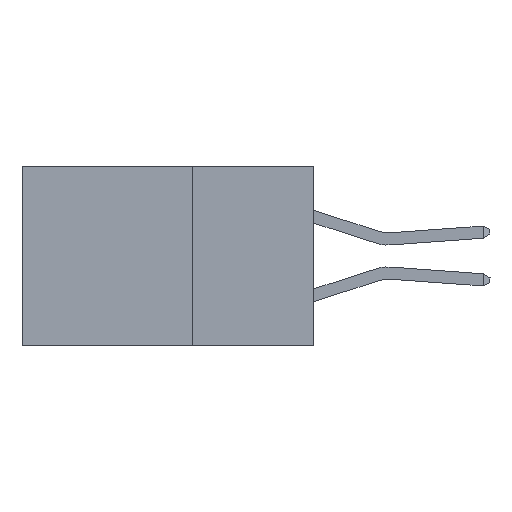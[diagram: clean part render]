
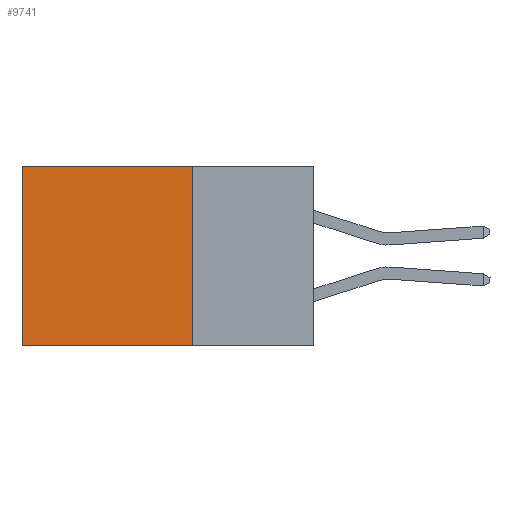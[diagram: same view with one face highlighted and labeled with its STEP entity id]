
A CAD part, left-side view. The second image highlights one B-rep face of the part: STEP entity #9741.
In plain terms, the highlighted planar face has unit normal (-1, 0, 0).
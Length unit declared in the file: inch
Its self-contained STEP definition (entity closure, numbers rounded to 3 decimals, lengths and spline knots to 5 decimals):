
#160 = EDGE_CURVE ( 'NONE', #10484, #6498, #5379, .T. ) ;
#302 = EDGE_CURVE ( 'NONE', #10484, #4465, #8742, .T. ) ;
#374 = ORIENTED_EDGE ( 'NONE', *, *, #302, .T. ) ;
#486 = DIRECTION ( 'NONE',  ( 0., 1., 0. ) ) ;
#808 = VECTOR ( 'NONE', #4134, 39.37008 ) ;
#1169 = CARTESIAN_POINT ( 'NONE',  ( 0.2875, 0.25, -0.37 ) ) ;
#1602 = CARTESIAN_POINT ( 'NONE',  ( 0.2875, 0.25, 0. ) ) ;
#3437 = EDGE_CURVE ( 'NONE', #6498, #5077, #9043, .T. ) ;
#3955 = EDGE_CURVE ( 'NONE', #4465, #5077, #5222, .T. ) ;
#4065 = CARTESIAN_POINT ( 'NONE',  ( 0.2875, 0.25, -0.37 ) ) ;
#4134 = DIRECTION ( 'NONE',  ( 0., 1., 0. ) ) ;
#4226 = CARTESIAN_POINT ( 'NONE',  ( 0.2875, 0.25, 0. ) ) ;
#4465 = VERTEX_POINT ( 'NONE', #7155 ) ;
#4903 = CARTESIAN_POINT ( 'NONE',  ( 0.2875, 0.6, 0. ) ) ;
#5077 = VERTEX_POINT ( 'NONE', #11733 ) ;
#5222 = LINE ( 'NONE', #4903, #8441 ) ;
#5373 = PLANE ( 'NONE',  #10927 ) ;
#5379 = LINE ( 'NONE', #4226, #10946 ) ;
#5695 = CARTESIAN_POINT ( 'NONE',  ( 0.2875, 0.25, 0. ) ) ;
#5986 = VECTOR ( 'NONE', #486, 39.37008 ) ;
#6498 = VERTEX_POINT ( 'NONE', #4065 ) ;
#6674 = EDGE_LOOP ( 'NONE', ( #12023, #9663, #9153, #374 ) ) ;
#7155 = CARTESIAN_POINT ( 'NONE',  ( 0.2875, 0.6, 0. ) ) ;
#7220 = DIRECTION ( 'NONE',  ( 0., 0., -1. ) ) ;
#7550 = FACE_OUTER_BOUND ( 'NONE', #6674, .T. ) ;
#7738 = DIRECTION ( 'NONE',  ( 0., 0., -1. ) ) ;
#8441 = VECTOR ( 'NONE', #7738, 39.37008 ) ;
#8742 = LINE ( 'NONE', #1602, #5986 ) ;
#8947 = DIRECTION ( 'NONE',  ( 1., 0., 0. ) ) ;
#9043 = LINE ( 'NONE', #1169, #808 ) ;
#9153 = ORIENTED_EDGE ( 'NONE', *, *, #160, .F. ) ;
#9542 = CARTESIAN_POINT ( 'NONE',  ( 0.2875, 0.25, 0. ) ) ;
#9663 = ORIENTED_EDGE ( 'NONE', *, *, #3437, .F. ) ;
#9741 = ADVANCED_FACE ( 'NONE', ( #7550 ), #5373, .F. ) ;
#10065 = DIRECTION ( 'NONE',  ( 0., 0., -1. ) ) ;
#10484 = VERTEX_POINT ( 'NONE', #9542 ) ;
#10927 = AXIS2_PLACEMENT_3D ( 'NONE', #5695, #8947, #7220 ) ;
#10946 = VECTOR ( 'NONE', #10065, 39.37008 ) ;
#11733 = CARTESIAN_POINT ( 'NONE',  ( 0.2875, 0.6, -0.37 ) ) ;
#12023 = ORIENTED_EDGE ( 'NONE', *, *, #3955, .T. ) ;
